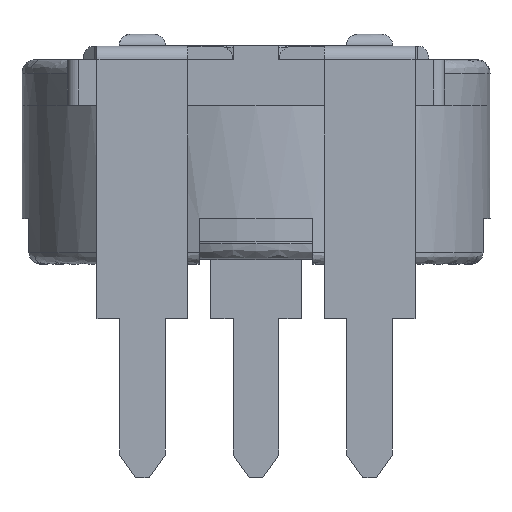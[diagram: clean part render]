
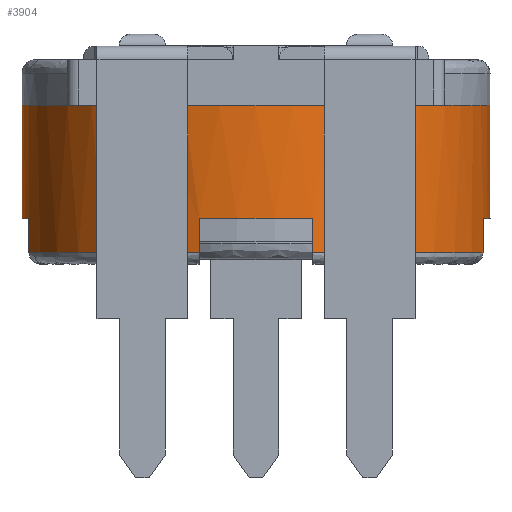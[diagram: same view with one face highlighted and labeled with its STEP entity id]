
A CAD part, front view. The second image highlights one B-rep face of the part: STEP entity #3904.
In plain terms, the highlighted cylindrical face has radius 5.15 mm (diameter 10.3 mm), a partial arc.
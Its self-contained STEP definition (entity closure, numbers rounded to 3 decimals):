
#2 = AXIS2_PLACEMENT_3D ( 'NONE', #5162, #1136, #4691 ) ;
#6 = EDGE_CURVE ( 'NONE', #5584, #2027, #2206, .T. ) ;
#52 = CARTESIAN_POINT ( 'NONE',  ( 0., 0.381, 4.7 ) ) ;
#59 = CARTESIAN_POINT ( 'NONE',  ( 0., 0.381, 0. ) ) ;
#72 = CARTESIAN_POINT ( 'NONE',  ( 1.25, -4.615, 1.45 ) ) ;
#76 = EDGE_CURVE ( 'NONE', #4711, #893, #3330, .T. ) ;
#123 = CARTESIAN_POINT ( 'NONE',  ( 0., -4.769, 4.7 ) ) ;
#234 = EDGE_CURVE ( 'NONE', #4051, #239, #5297, .T. ) ;
#239 = VERTEX_POINT ( 'NONE', #1300 ) ;
#359 = EDGE_CURVE ( 'NONE', #5774, #2333, #1924, .T. ) ;
#367 = DIRECTION ( 'NONE',  ( 0., 0., -1. ) ) ;
#400 = LINE ( 'NONE', #5756, #3339 ) ;
#425 = DIRECTION ( 'NONE',  ( -1., 0., 0. ) ) ;
#430 = EDGE_CURVE ( 'NONE', #2784, #1523, #1531, .T. ) ;
#440 = EDGE_CURVE ( 'NONE', #5451, #5584, #1026, .T. ) ;
#478 = CARTESIAN_POINT ( 'NONE',  ( -5.063, -0.707, 4.7 ) ) ;
#480 = CIRCLE ( 'NONE', #2833, 5.15 ) ;
#520 = DIRECTION ( 'NONE',  ( 0., 0., -1. ) ) ;
#550 = B_SPLINE_CURVE_WITH_KNOTS ( 'NONE', 3,
 ( #3802, #3321, #2534, #4724, #3292, #1547 ),
 .UNSPECIFIED., .F., .F.,
 ( 4, 2, 4 ),
 ( 0., 0.5, 1. ),
 .UNSPECIFIED. ) ;
#567 = CIRCLE ( 'NONE', #3405, 5.15 ) ;
#602 = EDGE_CURVE ( 'NONE', #1343, #3909, #550, .T. ) ;
#698 = CARTESIAN_POINT ( 'NONE',  ( 0., 0.381, 2.2 ) ) ;
#850 = ORIENTED_EDGE ( 'NONE', *, *, #6, .T. ) ;
#861 = CARTESIAN_POINT ( 'NONE',  ( -5.15, -0.163, 4.7 ) ) ;
#893 = VERTEX_POINT ( 'NONE', #72 ) ;
#916 = CARTESIAN_POINT ( 'NONE',  ( 0., 0.381, 4.7 ) ) ;
#935 = ORIENTED_EDGE ( 'NONE', *, *, #5496, .F. ) ;
#936 = AXIS2_PLACEMENT_3D ( 'NONE', #698, #2029, #3086 ) ;
#1026 = LINE ( 'NONE', #4709, #5295 ) ;
#1085 = CARTESIAN_POINT ( 'NONE',  ( 1.25, -4.615, 4.7 ) ) ;
#1122 = CARTESIAN_POINT ( 'NONE',  ( -5.15, 0.381, 0. ) ) ;
#1136 = DIRECTION ( 'NONE',  ( 0., 0., -1. ) ) ;
#1144 = CARTESIAN_POINT ( 'NONE',  ( -4.996, -0.869, 0. ) ) ;
#1191 = VECTOR ( 'NONE', #1644, 1000. ) ;
#1262 = EDGE_LOOP ( 'NONE', ( #5188, #2985, #1643, #935, #1876, #4522, #4913, #3595, #2615, #850, #2490, #4824, #4025, #1477, #3867 ) ) ;
#1270 = CARTESIAN_POINT ( 'NONE',  ( 0., 0.381, 1.45 ) ) ;
#1300 = CARTESIAN_POINT ( 'NONE',  ( -1.25, -4.615, 2.2 ) ) ;
#1312 = CIRCLE ( 'NONE', #2, 5.15 ) ;
#1343 = VERTEX_POINT ( 'NONE', #5712 ) ;
#1396 = B_SPLINE_CURVE_WITH_KNOTS ( 'NONE', 3,
 ( #3225, #2668, #2227, #478, #861, #4107 ),
 .UNSPECIFIED., .F., .F.,
 ( 4, 2, 4 ),
 ( 0., 0.5, 1. ),
 .UNSPECIFIED. ) ;
#1477 = ORIENTED_EDGE ( 'NONE', *, *, #359, .T. ) ;
#1523 = VERTEX_POINT ( 'NONE', #2477 ) ;
#1530 = DIRECTION ( 'NONE',  ( 0., 0., 1. ) ) ;
#1531 = LINE ( 'NONE', #1122, #2771 ) ;
#1547 = CARTESIAN_POINT ( 'NONE',  ( 4.15, -2.669, 4.7 ) ) ;
#1643 = ORIENTED_EDGE ( 'NONE', *, *, #2846, .T. ) ;
#1644 = DIRECTION ( 'NONE',  ( 0., 0., -1. ) ) ;
#1655 = DIRECTION ( 'NONE',  ( 1., 0., 0. ) ) ;
#1746 = DIRECTION ( 'NONE',  ( 0., 0., 1. ) ) ;
#1755 = DIRECTION ( 'NONE',  ( 1., 0., 0. ) ) ;
#1820 = CYLINDRICAL_SURFACE ( 'NONE', #4611, 5.15 ) ;
#1854 = DIRECTION ( 'NONE',  ( 0., 0., 1. ) ) ;
#1857 = CARTESIAN_POINT ( 'NONE',  ( 4.996, -0.869, 2.2 ) ) ;
#1876 = ORIENTED_EDGE ( 'NONE', *, *, #234, .T. ) ;
#1924 = CIRCLE ( 'NONE', #2973, 5.15 ) ;
#2027 = VERTEX_POINT ( 'NONE', #4658 ) ;
#2029 = DIRECTION ( 'NONE',  ( 0., 0., 1. ) ) ;
#2076 = CARTESIAN_POINT ( 'NONE',  ( 4.996, -0.869, 1.45 ) ) ;
#2130 = DIRECTION ( 'NONE',  ( 0., 0., 1. ) ) ;
#2159 = DIRECTION ( 'NONE',  ( -1., 0., 0. ) ) ;
#2169 = EDGE_CURVE ( 'NONE', #2027, #1343, #400, .T. ) ;
#2191 = EDGE_CURVE ( 'NONE', #2333, #1523, #1396, .T. ) ;
#2206 = CIRCLE ( 'NONE', #3623, 5.15 ) ;
#2227 = CARTESIAN_POINT ( 'NONE',  ( -4.724, -1.741, 4.7 ) ) ;
#2333 = VERTEX_POINT ( 'NONE', #4651 ) ;
#2350 = VERTEX_POINT ( 'NONE', #2931 ) ;
#2477 = CARTESIAN_POINT ( 'NONE',  ( -5.15, 0.381, 4.7 ) ) ;
#2483 = CIRCLE ( 'NONE', #2756, 5.15 ) ;
#2490 = ORIENTED_EDGE ( 'NONE', *, *, #2169, .T. ) ;
#2534 = CARTESIAN_POINT ( 'NONE',  ( 5.063, -0.707, 4.7 ) ) ;
#2615 = ORIENTED_EDGE ( 'NONE', *, *, #440, .T. ) ;
#2636 = DIRECTION ( 'NONE',  ( 0., 0., 1. ) ) ;
#2668 = CARTESIAN_POINT ( 'NONE',  ( -4.472, -2.231, 4.7 ) ) ;
#2711 = VERTEX_POINT ( 'NONE', #3297 ) ;
#2756 = AXIS2_PLACEMENT_3D ( 'NONE', #1270, #367, #2159 ) ;
#2771 = VECTOR ( 'NONE', #3369, 1000. ) ;
#2784 = VERTEX_POINT ( 'NONE', #3743 ) ;
#2828 = CARTESIAN_POINT ( 'NONE',  ( 1.25, -4.615, 2.2 ) ) ;
#2833 = AXIS2_PLACEMENT_3D ( 'NONE', #52, #520, #1755 ) ;
#2846 = EDGE_CURVE ( 'NONE', #2350, #2711, #4379, .T. ) ;
#2895 = DIRECTION ( 'NONE',  ( 0., 0., -1. ) ) ;
#2931 = CARTESIAN_POINT ( 'NONE',  ( -4.996, -0.869, 2.2 ) ) ;
#2973 = AXIS2_PLACEMENT_3D ( 'NONE', #916, #4452, #425 ) ;
#2985 = ORIENTED_EDGE ( 'NONE', *, *, #3672, .T. ) ;
#3086 = DIRECTION ( 'NONE',  ( -1., 0., 0. ) ) ;
#3225 = CARTESIAN_POINT ( 'NONE',  ( -4.15, -2.669, 4.7 ) ) ;
#3241 = EDGE_CURVE ( 'NONE', #239, #4711, #3494, .T. ) ;
#3287 = EDGE_CURVE ( 'NONE', #5451, #893, #1312, .T. ) ;
#3292 = CARTESIAN_POINT ( 'NONE',  ( 4.472, -2.231, 4.7 ) ) ;
#3297 = CARTESIAN_POINT ( 'NONE',  ( -4.996, -0.869, 1.45 ) ) ;
#3321 = CARTESIAN_POINT ( 'NONE',  ( 5.15, -0.163, 4.7 ) ) ;
#3330 = LINE ( 'NONE', #1085, #5567 ) ;
#3339 = VECTOR ( 'NONE', #1746, 1000. ) ;
#3369 = DIRECTION ( 'NONE',  ( 0., 0., 1. ) ) ;
#3405 = AXIS2_PLACEMENT_3D ( 'NONE', #5291, #2130, #1655 ) ;
#3494 = CIRCLE ( 'NONE', #936, 5.15 ) ;
#3595 = ORIENTED_EDGE ( 'NONE', *, *, #3287, .F. ) ;
#3623 = AXIS2_PLACEMENT_3D ( 'NONE', #5032, #1530, #5121 ) ;
#3656 = DIRECTION ( 'NONE',  ( 1., 0., 0. ) ) ;
#3672 = EDGE_CURVE ( 'NONE', #2784, #2350, #567, .T. ) ;
#3743 = CARTESIAN_POINT ( 'NONE',  ( -5.15, 0.381, 2.2 ) ) ;
#3802 = CARTESIAN_POINT ( 'NONE',  ( 5.15, 0.381, 4.7 ) ) ;
#3867 = ORIENTED_EDGE ( 'NONE', *, *, #2191, .T. ) ;
#3904 = ADVANCED_FACE ( 'NONE', ( #4099 ), #1820, .T. ) ;
#3909 = VERTEX_POINT ( 'NONE', #5426 ) ;
#3917 = VECTOR ( 'NONE', #2636, 1000. ) ;
#4025 = ORIENTED_EDGE ( 'NONE', *, *, #4188, .T. ) ;
#4051 = VERTEX_POINT ( 'NONE', #5660 ) ;
#4099 = FACE_OUTER_BOUND ( 'NONE', #1262, .T. ) ;
#4107 = CARTESIAN_POINT ( 'NONE',  ( -5.15, 0.381, 4.7 ) ) ;
#4188 = EDGE_CURVE ( 'NONE', #3909, #5774, #480, .T. ) ;
#4379 = LINE ( 'NONE', #1144, #1191 ) ;
#4452 = DIRECTION ( 'NONE',  ( 0., 0., -1. ) ) ;
#4522 = ORIENTED_EDGE ( 'NONE', *, *, #3241, .T. ) ;
#4611 = AXIS2_PLACEMENT_3D ( 'NONE', #59, #1854, #3656 ) ;
#4651 = CARTESIAN_POINT ( 'NONE',  ( -4.15, -2.669, 4.7 ) ) ;
#4658 = CARTESIAN_POINT ( 'NONE',  ( 5.15, 0.381, 2.2 ) ) ;
#4691 = DIRECTION ( 'NONE',  ( -1., 0., 0. ) ) ;
#4709 = CARTESIAN_POINT ( 'NONE',  ( 4.996, -0.869, 4.7 ) ) ;
#4711 = VERTEX_POINT ( 'NONE', #2828 ) ;
#4724 = CARTESIAN_POINT ( 'NONE',  ( 4.724, -1.741, 4.7 ) ) ;
#4824 = ORIENTED_EDGE ( 'NONE', *, *, #602, .T. ) ;
#4864 = CARTESIAN_POINT ( 'NONE',  ( -1.25, -4.615, 0. ) ) ;
#4913 = ORIENTED_EDGE ( 'NONE', *, *, #76, .T. ) ;
#5032 = CARTESIAN_POINT ( 'NONE',  ( 0., 0.381, 2.2 ) ) ;
#5060 = DIRECTION ( 'NONE',  ( 0., 0., 1. ) ) ;
#5121 = DIRECTION ( 'NONE',  ( 1., 0., 0. ) ) ;
#5162 = CARTESIAN_POINT ( 'NONE',  ( 0., 0.381, 1.45 ) ) ;
#5188 = ORIENTED_EDGE ( 'NONE', *, *, #430, .F. ) ;
#5291 = CARTESIAN_POINT ( 'NONE',  ( 0., 0.381, 2.2 ) ) ;
#5295 = VECTOR ( 'NONE', #5060, 1000. ) ;
#5297 = LINE ( 'NONE', #4864, #3917 ) ;
#5426 = CARTESIAN_POINT ( 'NONE',  ( 4.15, -2.669, 4.7 ) ) ;
#5451 = VERTEX_POINT ( 'NONE', #2076 ) ;
#5496 = EDGE_CURVE ( 'NONE', #4051, #2711, #2483, .T. ) ;
#5567 = VECTOR ( 'NONE', #2895, 1000. ) ;
#5584 = VERTEX_POINT ( 'NONE', #1857 ) ;
#5660 = CARTESIAN_POINT ( 'NONE',  ( -1.25, -4.615, 1.45 ) ) ;
#5712 = CARTESIAN_POINT ( 'NONE',  ( 5.15, 0.381, 4.7 ) ) ;
#5756 = CARTESIAN_POINT ( 'NONE',  ( 5.15, 0.381, 0. ) ) ;
#5774 = VERTEX_POINT ( 'NONE', #123 ) ;
